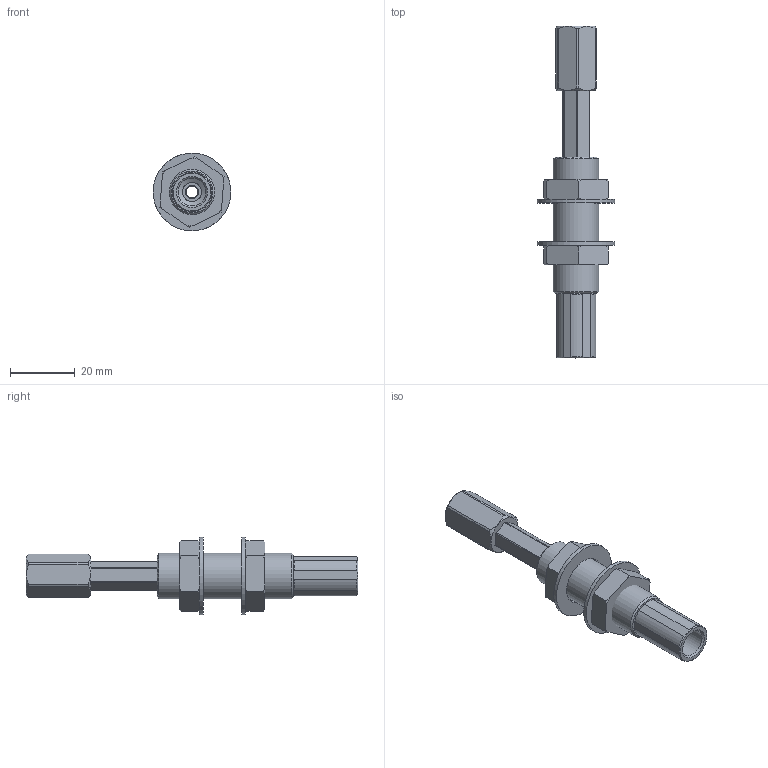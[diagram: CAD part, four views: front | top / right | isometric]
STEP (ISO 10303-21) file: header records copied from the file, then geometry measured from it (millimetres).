
FILE_DESCRIPTION(('STEP AP214'),'1');
FILE_NAME('CA.SDNG.1420.stp','2017-06-05T07:17:49',(' '),(' '),'Spatial InterOp 3D',' ',' ');
FILE_SCHEMA(('automotive_design'));
Length unit declared in the file: millimetre
Products named in the file (10): VSN.1420.3; VSNG.1420.2.1; VSN.1420.1.1; VSN.1420.1.2; VSN.14.1; VSN.14.2; M.8.45X34; R.14.SCH; 05.01.001.06
Assembly tree (11 placements, depth 2):
  (unnamed)
    VSN.1420.3
    VSNG.1420.2.1
    VSN.1420.1.1
    VSN.1420.1.2
    VSN.14.1
    VSN.14.2
    M.8.45X34
    R.14.SCH  x2
    05.01.001.06  x2
Bounding box: 24 x 102.5 x 24 mm (x, y, z)
Volume: 12386.8 mm3; surface area: 13809.1 mm2
Topology: 11 solids, 11 shells, 160 faces, 377 edges, 245 vertices
Faces by surface type: plane 65, cone 47, cylinder 45, torus 2, bspline 1
Full cylindrical faces by diameter (mm): 3.5 x2, 4.2 x1, 5 x3, 6 x2, 6.1 x1, 6.5 x1, 7 x3, 7.2 x1, 8.566 x2, 9.5 x1, 11 x2, 12.376 x2, 14 x1, 15 x2, 24 x2
Entity records: 7635 total; most frequent: CARTESIAN_POINT 3512, DIRECTION 600, ORIENTED_EDGE 508, AXIS2_PLACEMENT_3D 260, EDGE_CURVE 254, EDGE_LOOP 205, VERTEX_POINT 191, FACE_OUTER_BOUND 160
